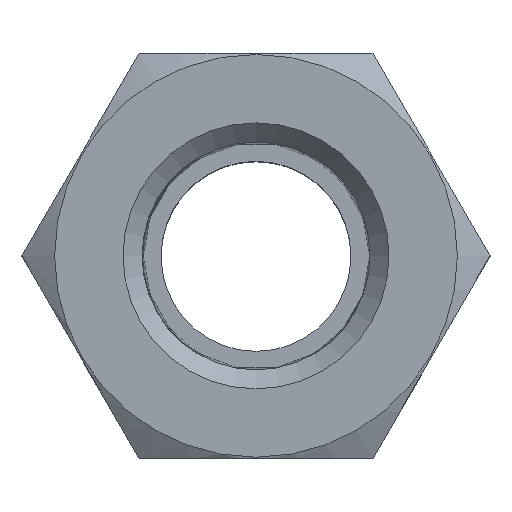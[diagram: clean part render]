
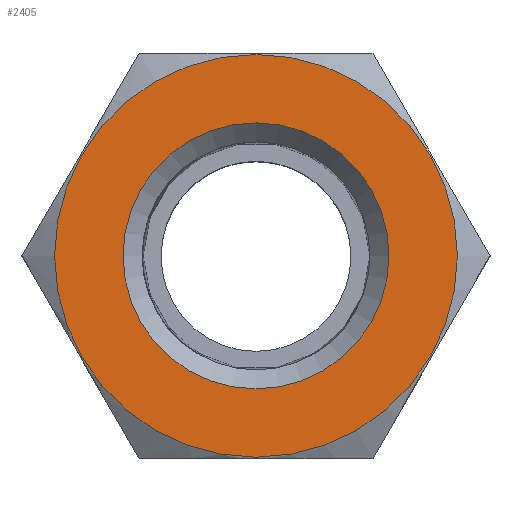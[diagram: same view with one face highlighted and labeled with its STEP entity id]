
A CAD part, top view. The second image highlights one B-rep face of the part: STEP entity #2405.
In plain terms, the highlighted face is planar.
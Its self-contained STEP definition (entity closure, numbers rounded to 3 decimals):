
#1218=ORIENTED_EDGE('',*,*,#1451,.F.);
#1219=ORIENTED_EDGE('',*,*,#1450,.T.);
#1306=CIRCLE('',#2305,10.5);
#1307=CIRCLE('',#2307,15.9);
#1363=VERTEX_POINT('',#2134);
#1364=VERTEX_POINT('',#2137);
#1450=EDGE_CURVE('',#1363,#1363,#1306,.T.);
#1451=EDGE_CURVE('',#1364,#1364,#1307,.T.);
#1547=EDGE_LOOP('',(#1218));
#1548=EDGE_LOOP('',(#1219));
#1641=FACE_BOUND('',#1547,.T.);
#1642=FACE_BOUND('',#1548,.T.);
#1891=DIRECTION('',(0.,-1.,0.));
#1892=DIRECTION('',(0.,0.,-10.5));
#1893=DIRECTION('',(0.,1.,0.));
#1894=DIRECTION('',(1.,0.,0.));
#1895=DIRECTION('',(0.,-1.,0.));
#1896=DIRECTION('',(0.,0.,15.9));
#2134=CARTESIAN_POINT('',(30.797,32.71,-10.5));
#2135=CARTESIAN_POINT('',(30.797,32.71,0.));
#2136=CARTESIAN_POINT('',(46.697,32.71,0.));
#2137=CARTESIAN_POINT('',(30.797,32.71,15.9));
#2138=CARTESIAN_POINT('',(30.797,32.71,0.));
#2305=AXIS2_PLACEMENT_3D('',#2135,#1891,#1892);
#2306=AXIS2_PLACEMENT_3D('',#2136,#1893,#1894);
#2307=AXIS2_PLACEMENT_3D('',#2138,#1895,#1896);
#2352=PLANE('',#2306);
#2405=ADVANCED_FACE('',(#1641,#1642),#2352,.T.);
